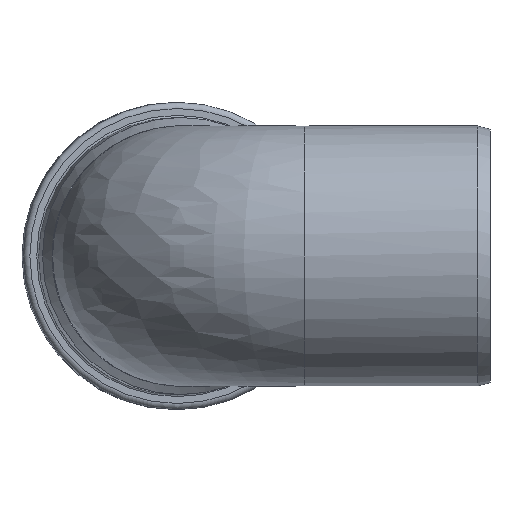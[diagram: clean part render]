
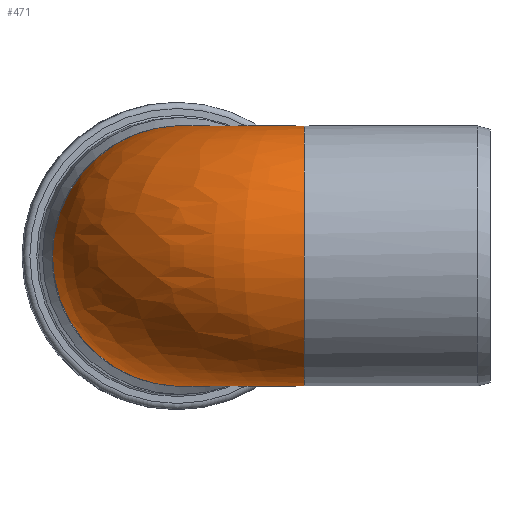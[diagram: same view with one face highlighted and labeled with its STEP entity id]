
A CAD part, left-side view. The second image highlights one B-rep face of the part: STEP entity #471.
In plain terms, the highlighted free-form (B-spline) face has degree [2, 2] with [9, 3] control points.
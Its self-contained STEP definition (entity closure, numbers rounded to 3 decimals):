
#36=(
BOUNDED_SURFACE()
B_SPLINE_SURFACE(2,2,((#877,#878,#879),(#880,#881,#882),(#883,#884,#885),
(#886,#887,#888),(#889,#890,#891),(#892,#893,#894),(#895,#896,#897),(#898,
#899,#900),(#901,#902,#903)),.UNSPECIFIED.,.F.,.F.,.F.)
B_SPLINE_SURFACE_WITH_KNOTS((3,2,2,2,3),(3,3),(-2.722,-1.361,
0.,1.361,2.722),(0.,1.527),
 .UNSPECIFIED.)
GEOMETRIC_REPRESENTATION_ITEM()
RATIONAL_B_SPLINE_SURFACE(((1.,0.722,1.),(0.777,
0.561,0.777),(1.,0.722,1.),(0.777,
0.561,0.777),(1.,0.722,1.),(0.777,
0.561,0.777),(1.,0.722,1.),(0.777,
0.561,0.777),(1.,0.722,1.)))
REPRESENTATION_ITEM('')
SURFACE()
);
#52=B_SPLINE_CURVE_WITH_KNOTS('',3,(#815,#816,#817,#818,#819,#820,#821,
#822,#823,#824,#825,#826,#827,#828,#829,#830),.UNSPECIFIED.,.F.,.F.,(4,
3,3,3,3,4),(-0.001,0.059,0.115,0.118,
0.16,0.206),.UNSPECIFIED.);
#53=B_SPLINE_CURVE_WITH_KNOTS('',3,(#834,#835,#836,#837,#838,#839,#840,
#841,#842,#843,#844,#845,#846,#847,#848,#849),.UNSPECIFIED.,.F.,.F.,(4,
3,3,3,3,4),(-0.001,0.045,0.088,
0.09,0.147,0.206),.UNSPECIFIED.);
#99=FACE_OUTER_BOUND('',#144,.T.);
#144=EDGE_LOOP('',(#373,#374,#375,#376));
#226=CIRCLE('',#521,62.55);
#228=CIRCLE('',#523,62.55);
#269=VERTEX_POINT('',#813);
#270=VERTEX_POINT('',#814);
#271=VERTEX_POINT('',#831);
#272=VERTEX_POINT('',#833);
#314=EDGE_CURVE('',#269,#270,#52,.T.);
#316=EDGE_CURVE('',#272,#271,#53,.T.);
#320=EDGE_CURVE('',#272,#270,#226,.T.);
#322=EDGE_CURVE('',#271,#269,#228,.T.);
#373=ORIENTED_EDGE('',*,*,#316,.T.);
#374=ORIENTED_EDGE('',*,*,#322,.T.);
#375=ORIENTED_EDGE('',*,*,#314,.T.);
#376=ORIENTED_EDGE('',*,*,#320,.F.);
#471=ADVANCED_FACE('',(#99),#36,.F.);
#521=AXIS2_PLACEMENT_3D('',#875,#617,#618);
#523=AXIS2_PLACEMENT_3D('',#904,#621,#622);
#617=DIRECTION('center_axis',(0.999,0.044,0.));
#618=DIRECTION('ref_axis',(0.044,-0.999,0.));
#621=DIRECTION('center_axis',(0.,1.,0.));
#622=DIRECTION('ref_axis',(1.,0.,0.));
#813=CARTESIAN_POINT('',(57.081,89.356,25.578));
#814=CARTESIAN_POINT('',(58.39,90.724,25.578));
#815=CARTESIAN_POINT('Ctrl Pts',(57.081,89.356,25.578));
#816=CARTESIAN_POINT('Ctrl Pts',(57.096,89.55,25.545));
#817=CARTESIAN_POINT('Ctrl Pts',(57.15,89.74,25.52));
#818=CARTESIAN_POINT('Ctrl Pts',(57.239,89.916,25.505));
#819=CARTESIAN_POINT('Ctrl Pts',(57.324,90.084,25.49));
#820=CARTESIAN_POINT('Ctrl Pts',(57.439,90.235,25.484));
#821=CARTESIAN_POINT('Ctrl Pts',(57.58,90.36,25.488));
#822=CARTESIAN_POINT('Ctrl Pts',(57.586,90.365,25.488));
#823=CARTESIAN_POINT('Ctrl Pts',(57.591,90.37,25.488));
#824=CARTESIAN_POINT('Ctrl Pts',(57.597,90.375,25.488));
#825=CARTESIAN_POINT('Ctrl Pts',(57.705,90.467,25.492));
#826=CARTESIAN_POINT('Ctrl Pts',(57.825,90.543,25.501));
#827=CARTESIAN_POINT('Ctrl Pts',(57.954,90.602,25.516));
#828=CARTESIAN_POINT('Ctrl Pts',(58.093,90.664,25.531));
#829=CARTESIAN_POINT('Ctrl Pts',(58.24,90.706,25.552));
#830=CARTESIAN_POINT('Ctrl Pts',(58.39,90.724,25.578));
#831=CARTESIAN_POINT('',(57.081,89.356,-25.578));
#833=CARTESIAN_POINT('',(58.39,90.724,-25.578));
#834=CARTESIAN_POINT('Ctrl Pts',(58.39,90.724,-25.578));
#835=CARTESIAN_POINT('Ctrl Pts',(58.24,90.706,-25.552));
#836=CARTESIAN_POINT('Ctrl Pts',(58.093,90.664,-25.531));
#837=CARTESIAN_POINT('Ctrl Pts',(57.954,90.602,-25.516));
#838=CARTESIAN_POINT('Ctrl Pts',(57.825,90.543,-25.501));
#839=CARTESIAN_POINT('Ctrl Pts',(57.705,90.467,-25.492));
#840=CARTESIAN_POINT('Ctrl Pts',(57.597,90.375,-25.488));
#841=CARTESIAN_POINT('Ctrl Pts',(57.591,90.37,-25.488));
#842=CARTESIAN_POINT('Ctrl Pts',(57.586,90.365,-25.488));
#843=CARTESIAN_POINT('Ctrl Pts',(57.58,90.36,-25.488));
#844=CARTESIAN_POINT('Ctrl Pts',(57.439,90.235,-25.484));
#845=CARTESIAN_POINT('Ctrl Pts',(57.324,90.084,-25.49));
#846=CARTESIAN_POINT('Ctrl Pts',(57.239,89.916,-25.505));
#847=CARTESIAN_POINT('Ctrl Pts',(57.15,89.74,-25.52));
#848=CARTESIAN_POINT('Ctrl Pts',(57.096,89.55,-25.545));
#849=CARTESIAN_POINT('Ctrl Pts',(57.081,89.356,-25.578));
#875=CARTESIAN_POINT('Origin',(55.9,147.751,0.));
#877=CARTESIAN_POINT('Ctrl Pts',(57.124,89.356,25.483));
#878=CARTESIAN_POINT('Ctrl Pts',(57.124,90.626,25.483));
#879=CARTESIAN_POINT('Ctrl Pts',(58.392,90.682,25.483));
#880=CARTESIAN_POINT('Ctrl Pts',(36.495,89.356,71.724));
#881=CARTESIAN_POINT('Ctrl Pts',(36.495,110.373,71.724));
#882=CARTESIAN_POINT('Ctrl Pts',(57.492,111.29,71.724));
#883=CARTESIAN_POINT('Ctrl Pts',(-13.027,89.356,61.178));
#884=CARTESIAN_POINT('Ctrl Pts',(-13.027,157.781,61.178));
#885=CARTESIAN_POINT('Ctrl Pts',(55.332,160.766,61.178));
#886=CARTESIAN_POINT('Ctrl Pts',(-62.55,89.356,50.633));
#887=CARTESIAN_POINT('Ctrl Pts',(-62.55,205.189,50.633));
#888=CARTESIAN_POINT('Ctrl Pts',(53.172,210.241,50.633));
#889=CARTESIAN_POINT('Ctrl Pts',(-62.55,89.356,0.));
#890=CARTESIAN_POINT('Ctrl Pts',(-62.55,205.189,0.));
#891=CARTESIAN_POINT('Ctrl Pts',(53.172,210.241,0.));
#892=CARTESIAN_POINT('Ctrl Pts',(-62.55,89.356,-50.633));
#893=CARTESIAN_POINT('Ctrl Pts',(-62.55,205.189,-50.633));
#894=CARTESIAN_POINT('Ctrl Pts',(53.172,210.241,-50.633));
#895=CARTESIAN_POINT('Ctrl Pts',(-13.027,89.356,-61.178));
#896=CARTESIAN_POINT('Ctrl Pts',(-13.027,157.781,-61.178));
#897=CARTESIAN_POINT('Ctrl Pts',(55.332,160.766,-61.178));
#898=CARTESIAN_POINT('Ctrl Pts',(36.495,89.356,-71.724));
#899=CARTESIAN_POINT('Ctrl Pts',(36.495,110.373,-71.724));
#900=CARTESIAN_POINT('Ctrl Pts',(57.492,111.29,-71.724));
#901=CARTESIAN_POINT('Ctrl Pts',(57.124,89.356,-25.483));
#902=CARTESIAN_POINT('Ctrl Pts',(57.124,90.626,-25.483));
#903=CARTESIAN_POINT('Ctrl Pts',(58.392,90.682,-25.483));
#904=CARTESIAN_POINT('Origin',(0.,89.356,0.));
